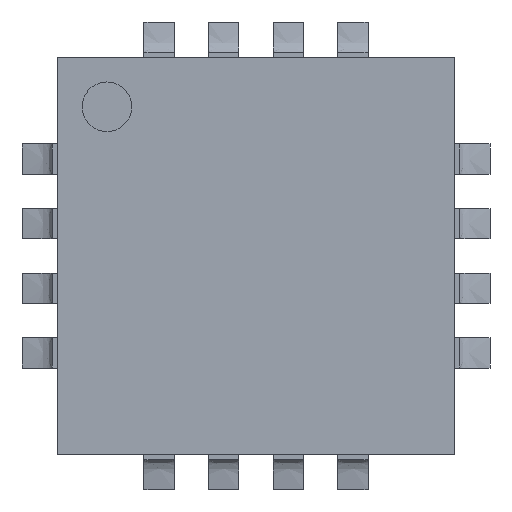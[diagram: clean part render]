
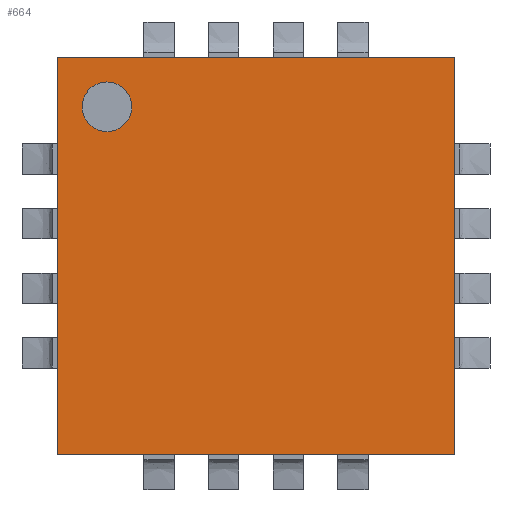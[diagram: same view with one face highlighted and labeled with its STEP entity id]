
A CAD part, top view. The second image highlights one B-rep face of the part: STEP entity #664.
In plain terms, the highlighted planar face has unit normal (0, 0, 1).
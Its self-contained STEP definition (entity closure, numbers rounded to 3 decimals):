
#664=ADVANCED_FACE('',(#1730,#1732),#1734,.T.);
#1730=FACE_BOUND('',#1731,.T.);
#1731=EDGE_LOOP('',(#3042,#3043,#3044,#3045));
#1732=FACE_BOUND('',#1733,.T.);
#1733=EDGE_LOOP('',(#3046));
#1734=PLANE('',#1735);
#1735=AXIS2_PLACEMENT_3D('',#1736,#1737,#1738);
#1736=CARTESIAN_POINT('',(-2.,-2.,1.));
#1737=DIRECTION('',(0.,0.,1.));
#1738=DIRECTION('',(1.,0.,0.));
#3042=ORIENTED_EDGE('',*,*,#3806,.F.);
#3043=ORIENTED_EDGE('',*,*,#3811,.T.);
#3044=ORIENTED_EDGE('',*,*,#3813,.T.);
#3045=ORIENTED_EDGE('',*,*,#3814,.F.);
#3046=ORIENTED_EDGE('',*,*,#3815,.F.);
#3806=EDGE_CURVE('',#4168,#4169,#4170,.T.);
#3811=EDGE_CURVE('',#4168,#4177,#4179,.T.);
#3813=EDGE_CURVE('',#4177,#4181,#4182,.T.);
#3814=EDGE_CURVE('',#4169,#4181,#4183,.T.);
#3815=EDGE_CURVE('',#4184,#4184,#4185,.T.);
#4168=VERTEX_POINT('',#4772);
#4169=VERTEX_POINT('',#4773);
#4170=LINE('',#4774,#4775);
#4177=VERTEX_POINT('',#4789);
#4179=LINE('',#4793,#4794);
#4181=VERTEX_POINT('',#4799);
#4182=LINE('',#4800,#4801);
#4183=LINE('',#4803,#4804);
#4184=VERTEX_POINT('',#4806);
#4185=CIRCLE('',#4807,0.25);
#4772=CARTESIAN_POINT('',(-2.,-2.,1.));
#4773=CARTESIAN_POINT('',(-2.,2.,1.));
#4774=CARTESIAN_POINT('',(-2.,-2.,1.));
#4775=VECTOR('',#4776,1.);
#4776=DIRECTION('',(0.,1.,0.));
#4789=CARTESIAN_POINT('',(2.,-2.,1.));
#4793=CARTESIAN_POINT('',(-2.,-2.,1.));
#4794=VECTOR('',#4795,1.);
#4795=DIRECTION('',(1.,0.,0.));
#4799=CARTESIAN_POINT('',(2.,2.,1.));
#4800=CARTESIAN_POINT('',(2.,-2.,1.));
#4801=VECTOR('',#4802,1.);
#4802=DIRECTION('',(0.,1.,0.));
#4803=CARTESIAN_POINT('',(-2.,2.,1.));
#4804=VECTOR('',#4805,1.);
#4805=DIRECTION('',(1.,0.,0.));
#4806=CARTESIAN_POINT('',(-1.25,1.5,1.));
#4807=AXIS2_PLACEMENT_3D('',#4808,#4809,#4810);
#4808=CARTESIAN_POINT('',(-1.5,1.5,1.));
#4809=DIRECTION('',(0.,0.,1.));
#4810=DIRECTION('',(1.,0.,0.));
